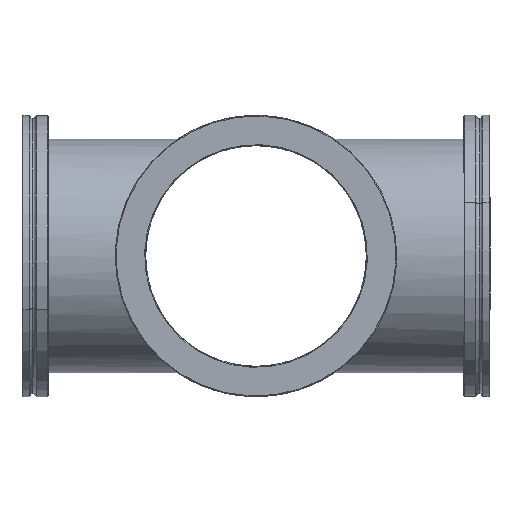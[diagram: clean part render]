
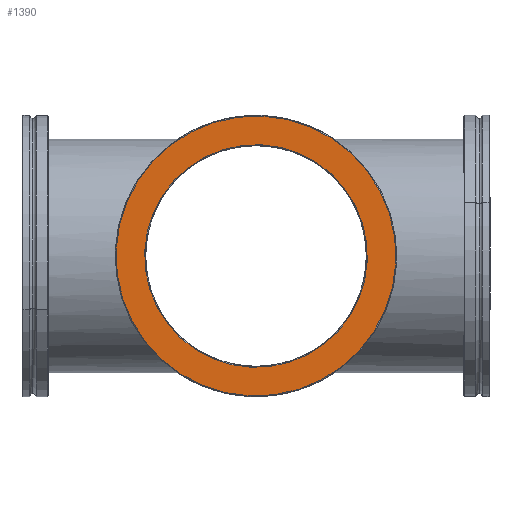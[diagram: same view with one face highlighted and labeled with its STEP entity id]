
A CAD part, left-side view. The second image highlights one B-rep face of the part: STEP entity #1390.
In plain terms, the highlighted face is planar.
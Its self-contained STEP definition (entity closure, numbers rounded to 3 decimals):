
#38 = CARTESIAN_POINT ( 'NONE',  ( 0., 0., 0. ) ) ;
#69 = FACE_OUTER_BOUND ( 'NONE', #884, .T. ) ;
#75 = FACE_BOUND ( 'NONE', #1231, .T. ) ;
#122 = EDGE_CURVE ( 'NONE', #261, #1241, #1423, .T. ) ;
#126 = CARTESIAN_POINT ( 'NONE',  ( -51., 0., 0. ) ) ;
#137 = ORIENTED_EDGE ( 'NONE', *, *, #510, .T. ) ;
#206 = AXIS2_PLACEMENT_3D ( 'NONE', #1256, #453, #1143 ) ;
#246 = EDGE_CURVE ( 'NONE', #503, #685, #1228, .T. ) ;
#261 = VERTEX_POINT ( 'NONE', #1451 ) ;
#367 = CARTESIAN_POINT ( 'NONE',  ( 0., 0., 0. ) ) ;
#408 = AXIS2_PLACEMENT_3D ( 'NONE', #1486, #1399, #631 ) ;
#420 = PLANE ( 'NONE',  #1212 ) ;
#441 = DIRECTION ( 'NONE',  ( 0., 0., -1. ) ) ;
#453 = DIRECTION ( 'NONE',  ( 0., -1., 0. ) ) ;
#501 = ORIENTED_EDGE ( 'NONE', *, *, #122, .T. ) ;
#503 = VERTEX_POINT ( 'NONE', #1145 ) ;
#507 = EDGE_CURVE ( 'NONE', #1241, #261, #664, .T. ) ;
#510 = EDGE_CURVE ( 'NONE', #685, #503, #632, .T. ) ;
#610 = AXIS2_PLACEMENT_3D ( 'NONE', #38, #998, #1037 ) ;
#628 = DIRECTION ( 'NONE',  ( 0., -1., 0. ) ) ;
#631 = DIRECTION ( 'NONE',  ( 0., 0., -1. ) ) ;
#632 = CIRCLE ( 'NONE', #703, 64.6 ) ;
#664 = CIRCLE ( 'NONE', #610, 51.4 ) ;
#685 = VERTEX_POINT ( 'NONE', #1171 ) ;
#703 = AXIS2_PLACEMENT_3D ( 'NONE', #367, #628, #441 ) ;
#884 = EDGE_LOOP ( 'NONE', ( #137, #970 ) ) ;
#970 = ORIENTED_EDGE ( 'NONE', *, *, #246, .T. ) ;
#998 = DIRECTION ( 'NONE',  ( 0., 1., 0. ) ) ;
#1037 = DIRECTION ( 'NONE',  ( 0., 0., -1. ) ) ;
#1094 = DIRECTION ( 'NONE',  ( 0., 0., -1. ) ) ;
#1123 = ORIENTED_EDGE ( 'NONE', *, *, #507, .T. ) ;
#1143 = DIRECTION ( 'NONE',  ( 0., 0., -1. ) ) ;
#1145 = CARTESIAN_POINT ( 'NONE',  ( 0., 0., -64.6 ) ) ;
#1171 = CARTESIAN_POINT ( 'NONE',  ( 0., 0., 64.6 ) ) ;
#1212 = AXIS2_PLACEMENT_3D ( 'NONE', #126, #1376, #1094 ) ;
#1218 = CARTESIAN_POINT ( 'NONE',  ( 0., 0., 51.4 ) ) ;
#1228 = CIRCLE ( 'NONE', #206, 64.6 ) ;
#1231 = EDGE_LOOP ( 'NONE', ( #501, #1123 ) ) ;
#1241 = VERTEX_POINT ( 'NONE', #1218 ) ;
#1256 = CARTESIAN_POINT ( 'NONE',  ( 0., 0., 0. ) ) ;
#1376 = DIRECTION ( 'NONE',  ( 0., -1., 0. ) ) ;
#1390 = ADVANCED_FACE ( 'NONE', ( #75, #69 ), #420, .T. ) ;
#1399 = DIRECTION ( 'NONE',  ( 0., 1., 0. ) ) ;
#1423 = CIRCLE ( 'NONE', #408, 51.4 ) ;
#1451 = CARTESIAN_POINT ( 'NONE',  ( 0., 0., -51.4 ) ) ;
#1486 = CARTESIAN_POINT ( 'NONE',  ( 0., 0., 0. ) ) ;
